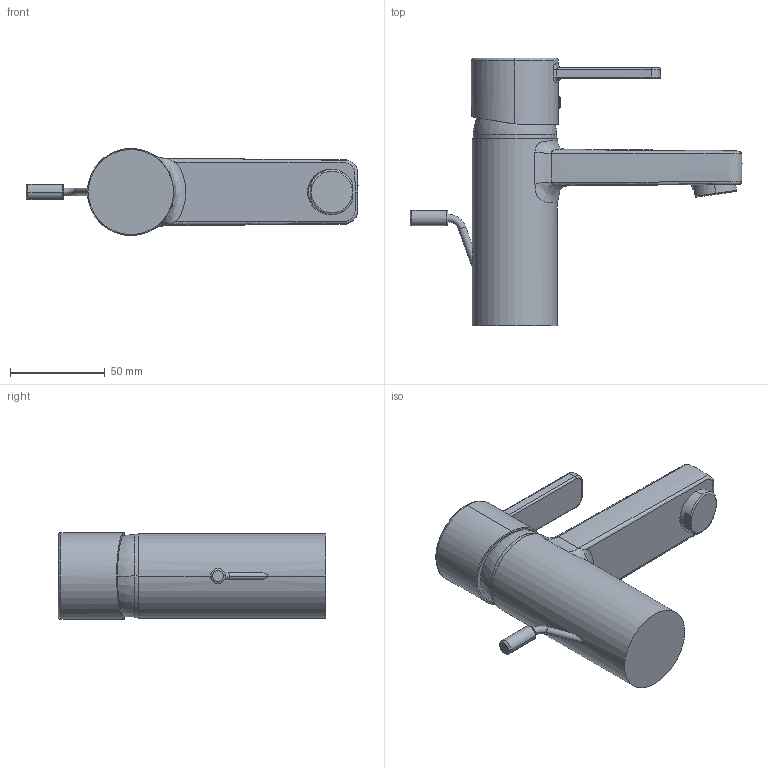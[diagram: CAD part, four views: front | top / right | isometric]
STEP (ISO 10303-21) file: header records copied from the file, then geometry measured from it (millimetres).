
FILE_DESCRIPTION(('STEP AP214'),'1');
FILE_NAME('Kludi Zenta Bad.STP','2026-01-13T13:53:57',(' '),(' '),'Spatial InterOp 3D',' ',' ');
FILE_SCHEMA(('AUTOMOTIVE_DESIGN { 1 0 10303 214 1 1 1 1 }'));
Length unit declared in the file: millimetre
Products named in the file (2): Kludi Zenta Bad; ASSEM1
Assembly tree (1 placements, depth 2):
  Kludi Zenta Bad
    ASSEM1
Bounding box: 175.59 x 141.6 x 46 mm (x, y, z)
Volume: 300528 mm3; surface area: 37464.4 mm2
Topology: 1 solids, 1 shells, 95 faces, 265 edges, 176 vertices
Faces by surface type: cylinder 27, plane 24, bspline 23, torus 14, sphere 4, cone 3
Entity records: 11269 total; most frequent: CARTESIAN_POINT 9112, ORIENTED_EDGE 508, DIRECTION 361, EDGE_CURVE 254, VERTEX_POINT 169, AXIS2_PLACEMENT_3D 151, B_SPLINE_CURVE_WITH_KNOTS 106, EDGE_LOOP 99
